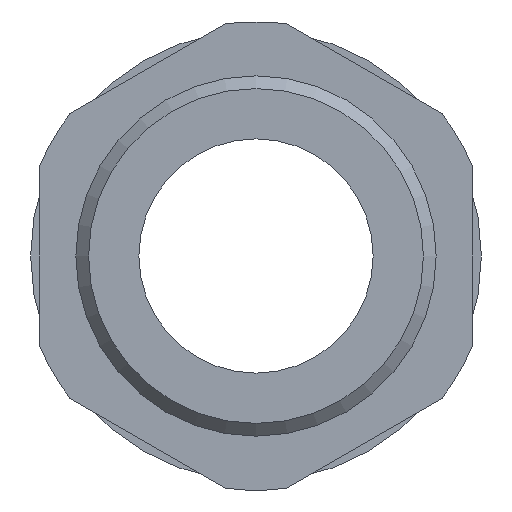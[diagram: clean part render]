
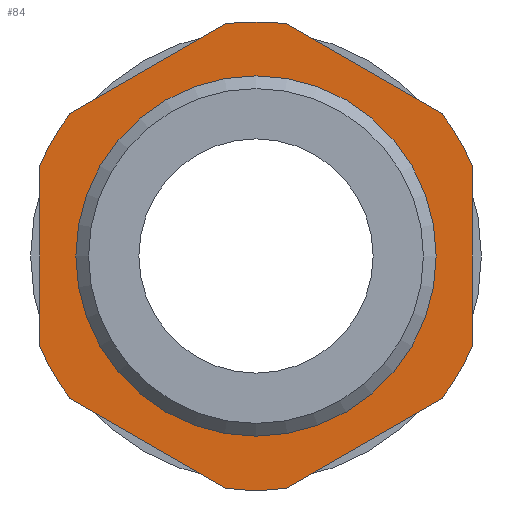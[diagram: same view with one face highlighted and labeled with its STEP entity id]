
A CAD part, left-side view. The second image highlights one B-rep face of the part: STEP entity #84.
In plain terms, the highlighted planar face has unit normal (-1, 0, 0).
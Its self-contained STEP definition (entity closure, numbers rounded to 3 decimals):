
#84 = ADVANCED_FACE( '', ( #160, #161 ), #162, .F. );
#160 = FACE_OUTER_BOUND( '', #299, .T. );
#161 = FACE_BOUND( '', #300, .T. );
#162 = PLANE( '', #301 );
#299 = EDGE_LOOP( '', ( #495, #496, #497, #498, #499, #500, #501, #502, #503, #504, #505, #506 ) );
#300 = EDGE_LOOP( '', ( #507 ) );
#301 = AXIS2_PLACEMENT_3D( '', #508, #509, #510 );
#495 = ORIENTED_EDGE( '', *, *, #875, .F. );
#496 = ORIENTED_EDGE( '', *, *, #876, .F. );
#497 = ORIENTED_EDGE( '', *, *, #849, .F. );
#498 = ORIENTED_EDGE( '', *, *, #877, .F. );
#499 = ORIENTED_EDGE( '', *, *, #846, .F. );
#500 = ORIENTED_EDGE( '', *, *, #874, .F. );
#501 = ORIENTED_EDGE( '', *, *, #878, .F. );
#502 = ORIENTED_EDGE( '', *, *, #879, .F. );
#503 = ORIENTED_EDGE( '', *, *, #880, .F. );
#504 = ORIENTED_EDGE( '', *, *, #881, .F. );
#505 = ORIENTED_EDGE( '', *, *, #882, .F. );
#506 = ORIENTED_EDGE( '', *, *, #883, .F. );
#507 = ORIENTED_EDGE( '', *, *, #884, .T. );
#508 = CARTESIAN_POINT( '', ( -21.5, 9.08, 0. ) );
#509 = DIRECTION( '', ( 1., 0., 0. ) );
#510 = DIRECTION( '', ( 0., 0., -1. ) );
#846 = EDGE_CURVE( '', #981, #979, #983, .T. );
#849 = EDGE_CURVE( '', #986, #984, #988, .T. );
#874 = EDGE_CURVE( '', #1034, #981, #1036, .T. );
#875 = EDGE_CURVE( '', #1037, #1038, #1039, .T. );
#876 = EDGE_CURVE( '', #984, #1037, #1040, .T. );
#877 = EDGE_CURVE( '', #979, #986, #1041, .T. );
#878 = EDGE_CURVE( '', #1042, #1034, #1043, .T. );
#879 = EDGE_CURVE( '', #1044, #1042, #1045, .T. );
#880 = EDGE_CURVE( '', #1046, #1044, #1047, .T. );
#881 = EDGE_CURVE( '', #1048, #1046, #1049, .T. );
#882 = EDGE_CURVE( '', #1050, #1048, #1051, .T. );
#883 = EDGE_CURVE( '', #1038, #1050, #1052, .T. );
#884 = EDGE_CURVE( '', #1053, #1053, #1054, .T. );
#979 = VERTEX_POINT( '', #1185 );
#981 = VERTEX_POINT( '', #1188 );
#983 = LINE( '', #1191, #1192 );
#984 = VERTEX_POINT( '', #1193 );
#986 = VERTEX_POINT( '', #1196 );
#988 = LINE( '', #1199, #1200 );
#1034 = VERTEX_POINT( '', #1252 );
#1036 = CIRCLE( '', #1255, 13. );
#1037 = VERTEX_POINT( '', #1256 );
#1038 = VERTEX_POINT( '', #1257 );
#1039 = LINE( '', #1258, #1259 );
#1040 = CIRCLE( '', #1260, 13. );
#1041 = CIRCLE( '', #1261, 13. );
#1042 = VERTEX_POINT( '', #1262 );
#1043 = LINE( '', #1263, #1264 );
#1044 = VERTEX_POINT( '', #1265 );
#1045 = CIRCLE( '', #1266, 13. );
#1046 = VERTEX_POINT( '', #1267 );
#1047 = LINE( '', #1268, #1269 );
#1048 = VERTEX_POINT( '', #1270 );
#1049 = CIRCLE( '', #1271, 13. );
#1050 = VERTEX_POINT( '', #1272 );
#1051 = LINE( '', #1273, #1274 );
#1052 = CIRCLE( '', #1275, 13. );
#1053 = VERTEX_POINT( '', #1276 );
#1054 = CIRCLE( '', #1277, 9.08 );
#1185 = CARTESIAN_POINT( '', ( -21.5, -1.67, -12.892 ) );
#1188 = CARTESIAN_POINT( '', ( -21.5, -10.33, -7.892 ) );
#1191 = CARTESIAN_POINT( '', ( -21.5, -12., -6.928 ) );
#1192 = VECTOR( '', #1455, 1000. );
#1193 = CARTESIAN_POINT( '', ( -21.5, 10.33, -7.892 ) );
#1196 = CARTESIAN_POINT( '', ( -21.5, 1.67, -12.892 ) );
#1199 = CARTESIAN_POINT( '', ( -21.5, 0., -13.856 ) );
#1200 = VECTOR( '', #1458, 1000. );
#1252 = CARTESIAN_POINT( '', ( -21.5, -12., -5. ) );
#1255 = AXIS2_PLACEMENT_3D( '', #1517, #1518, #1519 );
#1256 = CARTESIAN_POINT( '', ( -21.5, 12., -5. ) );
#1257 = CARTESIAN_POINT( '', ( -21.5, 12., 5. ) );
#1258 = CARTESIAN_POINT( '', ( -21.5, 12., -6.928 ) );
#1259 = VECTOR( '', #1520, 1000. );
#1260 = AXIS2_PLACEMENT_3D( '', #1521, #1522, #1523 );
#1261 = AXIS2_PLACEMENT_3D( '', #1524, #1525, #1526 );
#1262 = CARTESIAN_POINT( '', ( -21.5, -12., 5. ) );
#1263 = CARTESIAN_POINT( '', ( -21.5, -12., 6.928 ) );
#1264 = VECTOR( '', #1527, 1000. );
#1265 = CARTESIAN_POINT( '', ( -21.5, -10.33, 7.892 ) );
#1266 = AXIS2_PLACEMENT_3D( '', #1528, #1529, #1530 );
#1267 = CARTESIAN_POINT( '', ( -21.5, -1.67, 12.892 ) );
#1268 = CARTESIAN_POINT( '', ( -21.5, 0., 13.856 ) );
#1269 = VECTOR( '', #1531, 1000. );
#1270 = CARTESIAN_POINT( '', ( -21.5, 1.67, 12.892 ) );
#1271 = AXIS2_PLACEMENT_3D( '', #1532, #1533, #1534 );
#1272 = CARTESIAN_POINT( '', ( -21.5, 10.33, 7.892 ) );
#1273 = CARTESIAN_POINT( '', ( -21.5, 12., 6.928 ) );
#1274 = VECTOR( '', #1535, 1000. );
#1275 = AXIS2_PLACEMENT_3D( '', #1536, #1537, #1538 );
#1276 = CARTESIAN_POINT( '', ( -21.5, 0., -9.08 ) );
#1277 = AXIS2_PLACEMENT_3D( '', #1539, #1540, #1541 );
#1455 = DIRECTION( '', ( 0., 0.866, -0.5 ) );
#1458 = DIRECTION( '', ( 0., 0.866, 0.5 ) );
#1517 = CARTESIAN_POINT( '', ( -21.5, 0., 0. ) );
#1518 = DIRECTION( '', ( 1., 0., 0. ) );
#1519 = DIRECTION( '', ( 0., 0., -1. ) );
#1520 = DIRECTION( '', ( 0., 0., 1. ) );
#1521 = CARTESIAN_POINT( '', ( -21.5, 0., 0. ) );
#1522 = DIRECTION( '', ( 1., 0., 0. ) );
#1523 = DIRECTION( '', ( 0., 0., -1. ) );
#1524 = CARTESIAN_POINT( '', ( -21.5, 0., 0. ) );
#1525 = DIRECTION( '', ( 1., 0., 0. ) );
#1526 = DIRECTION( '', ( 0., 0., -1. ) );
#1527 = DIRECTION( '', ( 0., 0., -1. ) );
#1528 = CARTESIAN_POINT( '', ( -21.5, 0., 0. ) );
#1529 = DIRECTION( '', ( 1., 0., 0. ) );
#1530 = DIRECTION( '', ( 0., 0., -1. ) );
#1531 = DIRECTION( '', ( 0., -0.866, -0.5 ) );
#1532 = CARTESIAN_POINT( '', ( -21.5, 0., 0. ) );
#1533 = DIRECTION( '', ( 1., 0., 0. ) );
#1534 = DIRECTION( '', ( 0., 0., -1. ) );
#1535 = DIRECTION( '', ( 0., -0.866, 0.5 ) );
#1536 = CARTESIAN_POINT( '', ( -21.5, 0., 0. ) );
#1537 = DIRECTION( '', ( 1., 0., 0. ) );
#1538 = DIRECTION( '', ( 0., 0., -1. ) );
#1539 = CARTESIAN_POINT( '', ( -21.5, 0., 0. ) );
#1540 = DIRECTION( '', ( 1., 0., 0. ) );
#1541 = DIRECTION( '', ( 0., 0., -1. ) );
